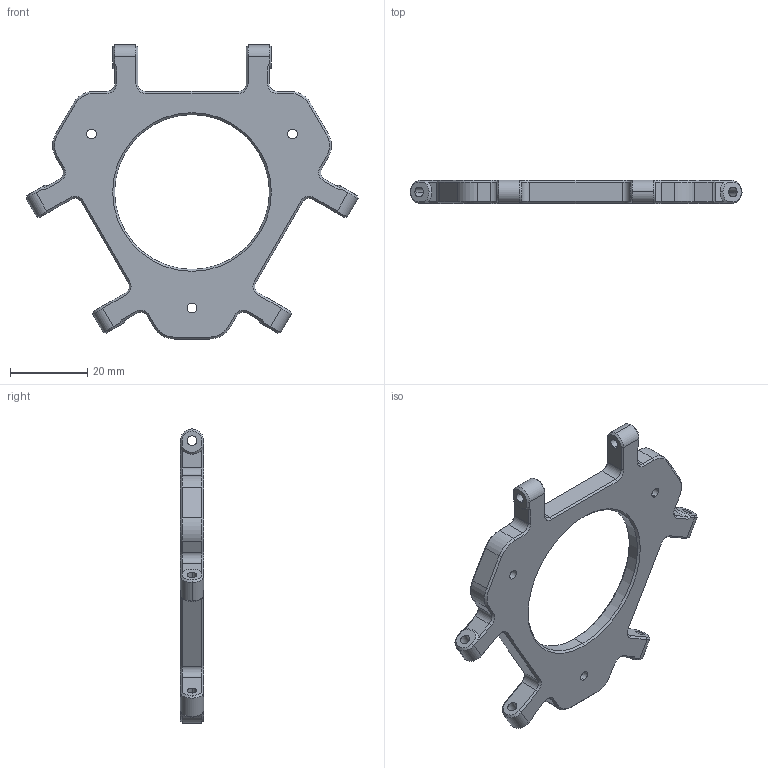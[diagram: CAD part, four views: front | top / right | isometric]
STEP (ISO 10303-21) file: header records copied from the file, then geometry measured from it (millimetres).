
FILE_DESCRIPTION (( 'STEP AP214' ), '1' );
FILE_NAME ('effector_planar.STEP', '2018-04-09T09:41:06', ( '' ), ( '' ), 'SwSTEP 2.0', 'SolidWorks 2015', '' );
FILE_SCHEMA (( 'AUTOMOTIVE_DESIGN' ));
Length unit declared in the file: millimetre
Products named in the file (1): effector_planar
Bounding box: 85.82 x 6 x 76 mm (x, y, z)
Volume: 7661.7 mm3; surface area: 8503.8 mm2
Topology: 1 solids, 1 shells, 400 faces, 1009 edges, 613 vertices
Faces by surface type: plane 154, cylinder 121, cone 71, torus 42, bspline 12
Entity records: 12615 total; most frequent: CARTESIAN_POINT 2678, DIRECTION 2102, ORIENTED_EDGE 2018, EDGE_CURVE 1009, AXIS2_PLACEMENT_3D 784, VERTEX_POINT 613, LINE 534, VECTOR 534
